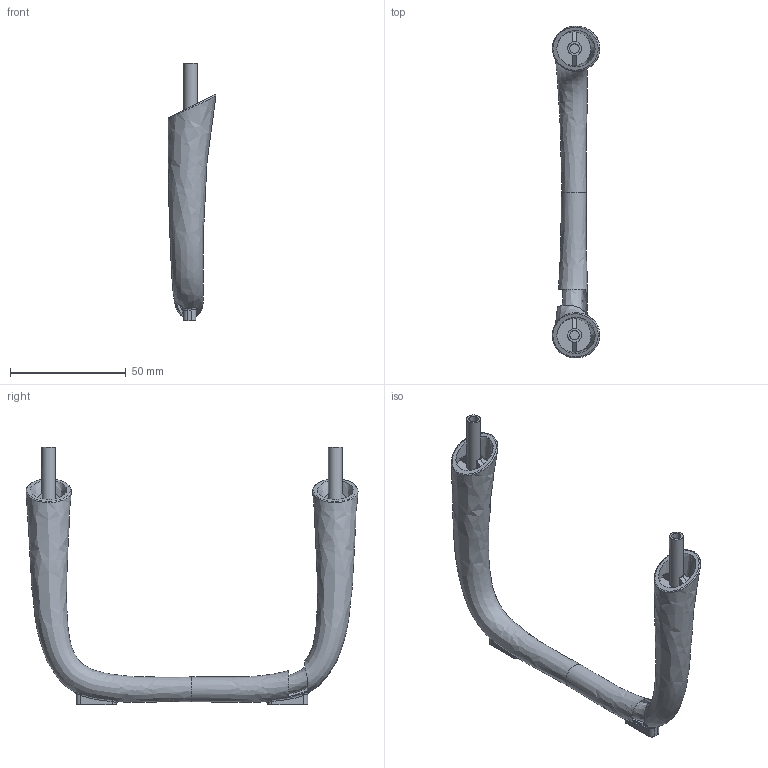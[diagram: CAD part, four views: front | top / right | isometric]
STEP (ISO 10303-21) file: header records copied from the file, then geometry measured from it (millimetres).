
FILE_DESCRIPTION(/* description */ (''),/* implementation_level */ '2;1');
FILE_NAME(/* name */ 'PCBWAY AGAIN LANDING GEARX2.step',/* time_stamp */ '2025-12-06T08:40:08Z',/* author */ (''),/* organization */ (''),/* preprocessor_version */ 'ST-DEVELOPER v20.1',/* originating_system */ 'Autodesk Translation Framework v14.21.0.0',/* authorisation */ '');
FILE_SCHEMA (('AUTOMOTIVE_DESIGN { 1 0 10303 214 3 1 1 }'));
Length unit declared in the file: millimetre
Products named in the file (2): PCBWAY AGAIN; LEFT SIDE LANDING GEAR
Assembly tree (1 placements, depth 2):
  PCBWAY AGAIN
    LEFT SIDE LANDING GEAR
Bounding box: 20.61 x 143.31 x 111.21 mm (x, y, z)
Volume: 22159.3 mm3; surface area: 23001.4 mm2
Topology: 1 solids, 2 shells, 118 faces, 296 edges, 195 vertices
Faces by surface type: plane 66, bspline 32, cylinder 20
Full cylindrical faces by diameter (mm): 4 x2, 6 x2
Entity records: 6973 total; most frequent: CARTESIAN_POINT 4295, ORIENTED_EDGE 592, DIRECTION 402, EDGE_CURVE 296, VERTEX_POINT 195, AXIS2_PLACEMENT_3D 139, EDGE_LOOP 135, LINE 124
